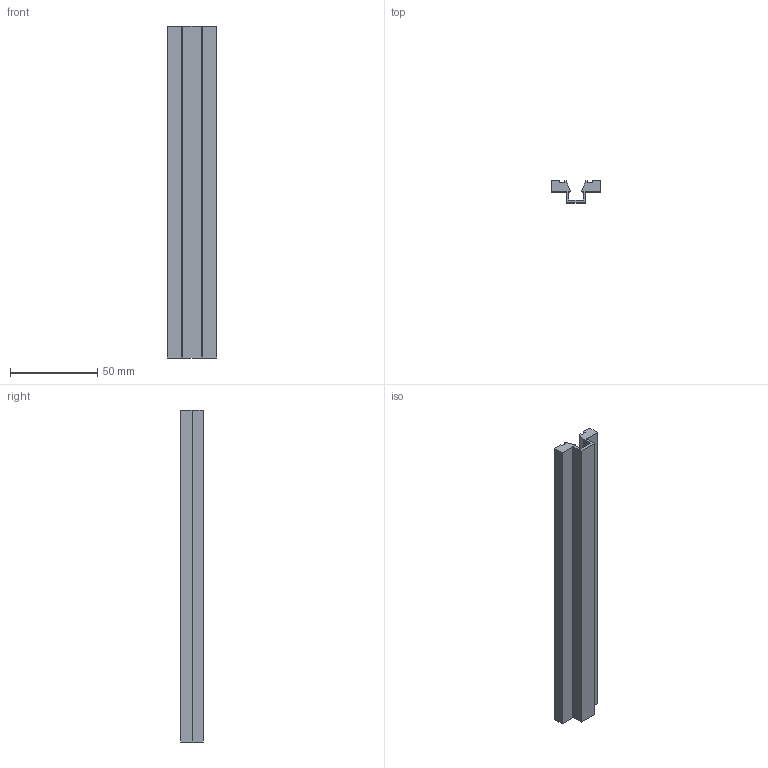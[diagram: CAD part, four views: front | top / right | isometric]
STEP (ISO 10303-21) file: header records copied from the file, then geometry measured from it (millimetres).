
FILE_DESCRIPTION (( 'STEP AP203' ), '1' );
FILE_NAME ('mbdes04lb.STEP', '2019-12-04T04:07:25', ( '' ), ( '' ), 'SwSTEP 2.0', 'SolidWorks 2018', '' );
FILE_SCHEMA (( 'CONFIG_CONTROL_DESIGN' ));
Length unit declared in the file: millimetre
Products named in the file (1): mbdes04lb
Bounding box: 28.57 x 12.7 x 190.5 mm (x, y, z)
Volume: 27861 mm3; surface area: 21041.2 mm2
Topology: 1 solids, 1 shells, 31 faces, 87 edges, 58 vertices
Faces by surface type: plane 26, bspline 5
Entity records: 1280 total; most frequent: CARTESIAN_POINT 434, ORIENTED_EDGE 174, DIRECTION 131, EDGE_CURVE 87, LINE 77, VECTOR 77, VERTEX_POINT 58, ADVANCED_FACE 31
